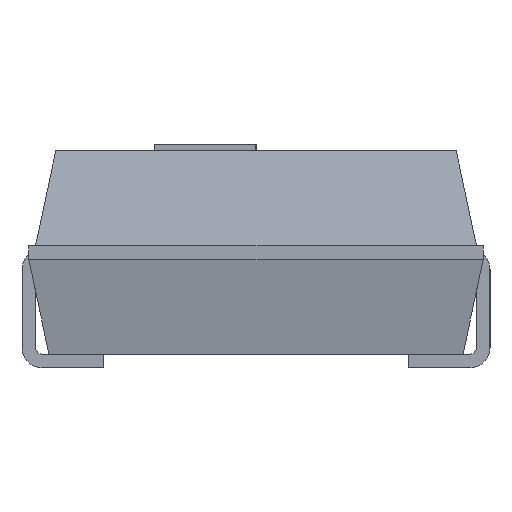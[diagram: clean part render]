
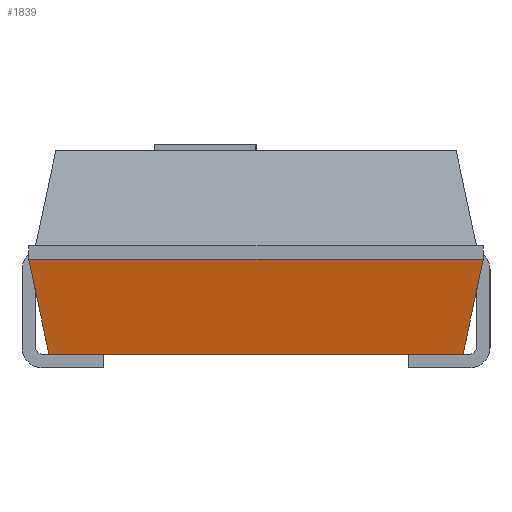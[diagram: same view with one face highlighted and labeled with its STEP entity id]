
A CAD part, left-side view. The second image highlights one B-rep face of the part: STEP entity #1839.
In plain terms, the highlighted free-form (B-spline) face has degree [1, 1] with [2, 2] control points.
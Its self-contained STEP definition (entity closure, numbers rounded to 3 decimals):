
#59=CARTESIAN_POINT('',(-10.642,-3.052,0.1));
#230=VERTEX_POINT('',#59);
#232=EDGE_CURVE('',#233,#230,#235,.T.);
#233=VERTEX_POINT('',#234);
#234=CARTESIAN_POINT('',(-10.642,3.052,0.1));
#235=LINE('',#234,#236);
#236=VECTOR('',#237,1.);
#237=DIRECTION('',(0.,-1.,0.));
#442=EDGE_CURVE('',#233,#443,#445,.T.);
#443=VERTEX_POINT('',#444);
#444=CARTESIAN_POINT('',(-10.94,3.35,1.5));
#445=B_SPLINE_CURVE_WITH_KNOTS('',1,(#234,#444),.UNSPECIFIED.,.F.,.F.,(2,2),(0.,1.),.PIECEWISE_BEZIER_KNOTS.);
#673=EDGE_CURVE('',#230,#674,#676,.T.);
#674=VERTEX_POINT('',#675);
#675=CARTESIAN_POINT('',(-10.94,-3.35,1.5));
#676=B_SPLINE_CURVE_WITH_KNOTS('',1,(#59,#675),.UNSPECIFIED.,.F.,.F.,(2,2),(0.,1.),.PIECEWISE_BEZIER_KNOTS.);
#1839=ADVANCED_FACE('',(#1840),#1848,.T.);
#1840=FACE_BOUND('',#1841,.T.);
#1841=EDGE_LOOP('',(#1842,#1843,#1844,#1847));
#1842=ORIENTED_EDGE('',*,*,#232,.T.);
#1843=ORIENTED_EDGE('',*,*,#673,.T.);
#1844=ORIENTED_EDGE('',*,*,#1845,.F.);
#1845=EDGE_CURVE('',#443,#674,#1846,.T.);
#1846=LINE('',#444,#236);
#1847=ORIENTED_EDGE('',*,*,#442,.F.);
#1848=B_SPLINE_SURFACE_WITH_KNOTS('',1,1,((#234,#444),(#59,#675)),.UNSPECIFIED.,.F.,.F.,.F.,(2,2),(2,2),(0.,6.7),(0.,1.),.PIECEWISE_BEZIER_KNOTS.);
